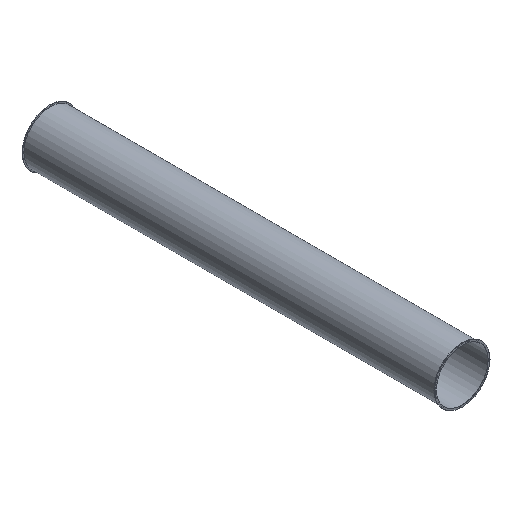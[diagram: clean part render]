
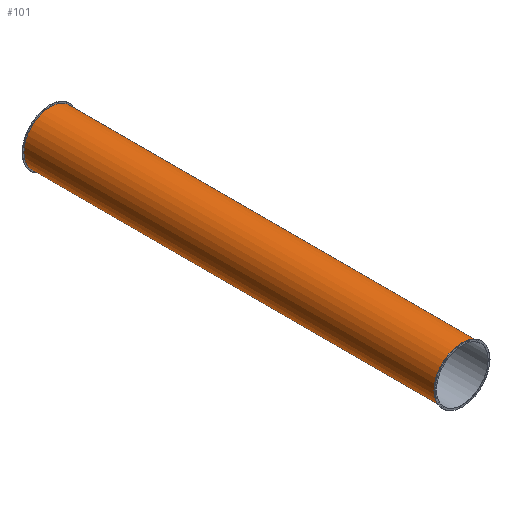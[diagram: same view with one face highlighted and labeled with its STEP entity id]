
A CAD part, isometric view. The second image highlights one B-rep face of the part: STEP entity #101.
In plain terms, the highlighted cylindrical face has radius 127.5 mm (diameter 255 mm), a full revolution.
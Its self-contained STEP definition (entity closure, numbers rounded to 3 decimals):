
#25=FACE_BOUND('',#48,.T.);
#33=FACE_OUTER_BOUND('',#47,.T.);
#47=EDGE_LOOP('',(#87));
#48=EDGE_LOOP('',(#88));
#53=CIRCLE('',#109,127.5);
#56=CIRCLE('',#114,127.5);
#61=VERTEX_POINT('',#162);
#64=VERTEX_POINT('',#170);
#69=EDGE_CURVE('',#61,#61,#53,.T.);
#72=EDGE_CURVE('',#64,#64,#56,.T.);
#87=ORIENTED_EDGE('',*,*,#69,.T.);
#88=ORIENTED_EDGE('',*,*,#72,.T.);
#94=CYLINDRICAL_SURFACE('',#119,127.5);
#101=ADVANCED_FACE('',(#33,#25),#94,.T.);
#109=AXIS2_PLACEMENT_3D('',#163,#131,#132);
#114=AXIS2_PLACEMENT_3D('',#171,#141,#142);
#119=AXIS2_PLACEMENT_3D('',#178,#151,#152);
#131=DIRECTION('center_axis',(0.,1.,0.));
#132=DIRECTION('ref_axis',(1.,0.,0.));
#141=DIRECTION('center_axis',(0.,-1.,0.));
#142=DIRECTION('ref_axis',(1.,0.,0.));
#151=DIRECTION('center_axis',(0.,1.,0.));
#152=DIRECTION('ref_axis',(1.,0.,0.));
#162=CARTESIAN_POINT('',(127.5,-991.,0.));
#163=CARTESIAN_POINT('Origin',(0.,-991.,0.));
#170=CARTESIAN_POINT('',(127.5,991.,0.));
#171=CARTESIAN_POINT('Origin',(0.,991.,0.));
#178=CARTESIAN_POINT('Origin',(0.,0.,0.));
